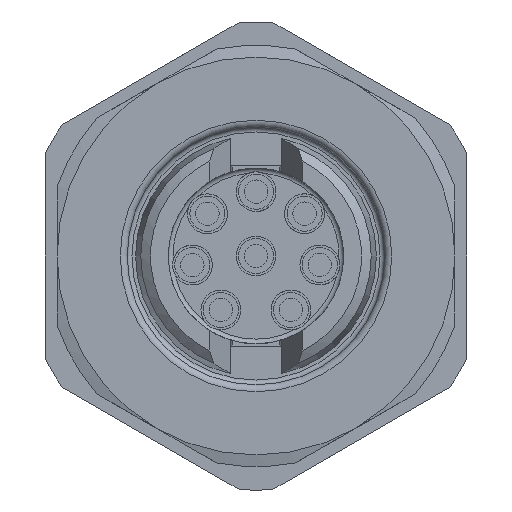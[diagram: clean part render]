
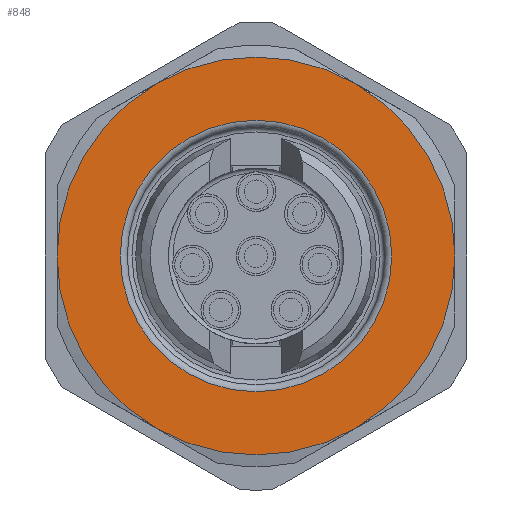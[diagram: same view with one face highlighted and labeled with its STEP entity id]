
A CAD part, left-side view. The second image highlights one B-rep face of the part: STEP entity #848.
In plain terms, the highlighted planar face has unit normal (-1, 0, 0).
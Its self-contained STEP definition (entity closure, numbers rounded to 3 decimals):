
#848=ADVANCED_FACE('',(#1251,#1252),#1115,.T.);
#1115=PLANE('',#4152);
#1251=FACE_BOUND('',#1481,.T.);
#1252=FACE_BOUND('',#1482,.T.);
#1481=EDGE_LOOP('',(#1867));
#1482=EDGE_LOOP('',(#1868,#1869,#1870,#1871,#1872,#1873));
#1867=ORIENTED_EDGE('',*,*,#3350,.T.);
#1868=ORIENTED_EDGE('',*,*,#3351,.T.);
#1869=ORIENTED_EDGE('',*,*,#3352,.T.);
#1870=ORIENTED_EDGE('',*,*,#3353,.T.);
#1871=ORIENTED_EDGE('',*,*,#3354,.T.);
#1872=ORIENTED_EDGE('',*,*,#3355,.T.);
#1873=ORIENTED_EDGE('',*,*,#3356,.T.);
#2953=VERTEX_POINT('',#5999);
#2954=VERTEX_POINT('',#6001);
#2955=VERTEX_POINT('',#6002);
#2956=VERTEX_POINT('',#6004);
#2957=VERTEX_POINT('',#6006);
#2958=VERTEX_POINT('',#6008);
#2959=VERTEX_POINT('',#6010);
#3350=EDGE_CURVE('',#2953,#2953,#3885,.T.);
#3351=EDGE_CURVE('',#2954,#2955,#3886,.T.);
#3352=EDGE_CURVE('',#2955,#2956,#3887,.T.);
#3353=EDGE_CURVE('',#2956,#2957,#3888,.T.);
#3354=EDGE_CURVE('',#2957,#2958,#3889,.T.);
#3355=EDGE_CURVE('',#2958,#2959,#3890,.T.);
#3356=EDGE_CURVE('',#2959,#2954,#3891,.T.);
#3885=CIRCLE('',#4145,5.8);
#3886=CIRCLE('',#4146,8.5);
#3887=CIRCLE('',#4147,8.5);
#3888=CIRCLE('',#4148,8.5);
#3889=CIRCLE('',#4149,8.5);
#3890=CIRCLE('',#4150,8.5);
#3891=CIRCLE('',#4151,8.5);
#4145=AXIS2_PLACEMENT_3D('',#5998,#4750,#4751);
#4146=AXIS2_PLACEMENT_3D('',#6000,#4752,#4753);
#4147=AXIS2_PLACEMENT_3D('',#6003,#4754,#4755);
#4148=AXIS2_PLACEMENT_3D('',#6005,#4756,#4757);
#4149=AXIS2_PLACEMENT_3D('',#6007,#4758,#4759);
#4150=AXIS2_PLACEMENT_3D('',#6009,#4760,#4761);
#4151=AXIS2_PLACEMENT_3D('',#6011,#4762,#4763);
#4152=AXIS2_PLACEMENT_3D('',#6012,#4764,#4765);
#4750=DIRECTION('',(1.,0.,0.));
#4751=DIRECTION('',(0.,0.,-1.));
#4752=DIRECTION('',(-1.,0.,0.));
#4753=DIRECTION('',(0.,0.,-1.));
#4754=DIRECTION('',(-1.,0.,0.));
#4755=DIRECTION('',(0.,0.,-1.));
#4756=DIRECTION('',(-1.,0.,0.));
#4757=DIRECTION('',(0.,0.,-1.));
#4758=DIRECTION('',(-1.,0.,0.));
#4759=DIRECTION('',(0.,0.,-1.));
#4760=DIRECTION('',(-1.,0.,0.));
#4761=DIRECTION('',(0.,0.,-1.));
#4762=DIRECTION('',(-1.,0.,0.));
#4763=DIRECTION('',(0.,0.,-1.));
#4764=DIRECTION('',(-1.,0.,0.));
#4765=DIRECTION('',(0.,0.,-1.));
#5998=CARTESIAN_POINT('',(-18.,0.,0.));
#5999=CARTESIAN_POINT('',(-18.,0.,-5.8));
#6000=CARTESIAN_POINT('',(-18.,0.,0.));
#6001=CARTESIAN_POINT('',(-18.,-8.5,0.));
#6002=CARTESIAN_POINT('',(-18.,-4.25,7.361));
#6003=CARTESIAN_POINT('',(-18.,0.,0.));
#6004=CARTESIAN_POINT('',(-18.,4.25,7.361));
#6005=CARTESIAN_POINT('',(-18.,0.,0.));
#6006=CARTESIAN_POINT('',(-18.,8.5,0.));
#6007=CARTESIAN_POINT('',(-18.,0.,0.));
#6008=CARTESIAN_POINT('',(-18.,4.25,-7.361));
#6009=CARTESIAN_POINT('',(-18.,0.,0.));
#6010=CARTESIAN_POINT('',(-18.,-4.25,-7.361));
#6011=CARTESIAN_POINT('',(-18.,0.,0.));
#6012=CARTESIAN_POINT('',(-18.,0.,0.));
